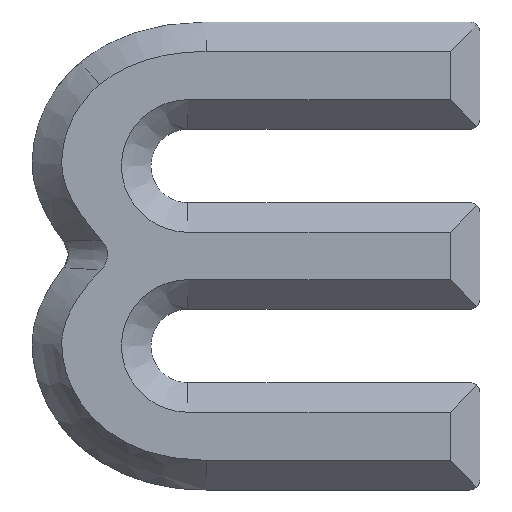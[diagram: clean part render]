
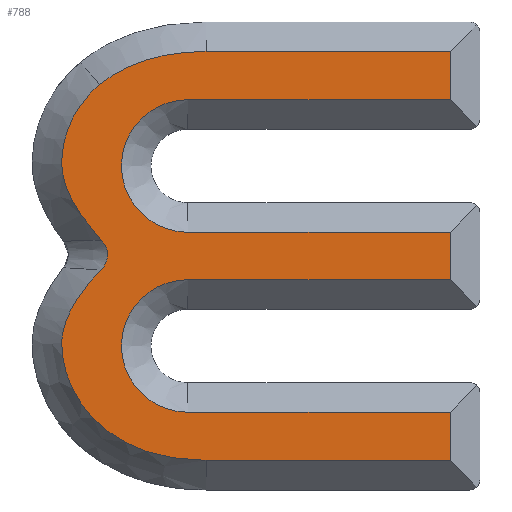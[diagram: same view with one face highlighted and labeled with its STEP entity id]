
A CAD part, top view. The second image highlights one B-rep face of the part: STEP entity #788.
In plain terms, the highlighted planar face has unit normal (0, 0, 1).
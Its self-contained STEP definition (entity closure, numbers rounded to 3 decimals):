
#58=PLANE('',#854);
#97=FACE_OUTER_BOUND('',#137,.T.);
#137=EDGE_LOOP('',(#720,#721,#722,#723,#724,#725,#726,#727,#728,#729,#730,
#731,#732,#733,#734));
#163=B_SPLINE_CURVE_WITH_KNOTS('',3,(#1536,#1537,#1538,#1539,#1540,#1541,
#1542,#1543,#1544,#1545),.UNSPECIFIED.,.F.,.F.,(4,2,2,2,4),(0.,0.047,
0.084,0.12,0.16),.UNSPECIFIED.);
#166=B_SPLINE_CURVE_WITH_KNOTS('',3,(#1605,#1606,#1607,#1608,#1609,#1610,
#1611,#1612,#1613,#1614,#1615,#1616),.UNSPECIFIED.,.F.,.F.,(4,1,3,1,3,4),
(-17.,-16.429,-16.,-15.429,-15.,-14.928),
 .UNSPECIFIED.);
#167=B_SPLINE_CURVE_WITH_KNOTS('',3,(#1641,#1642,#1643,#1644,#1645,#1646),
 .UNSPECIFIED.,.F.,.F.,(4,2,4),(-2.,-1.,0.),.UNSPECIFIED.);
#169=B_SPLINE_CURVE_WITH_KNOTS('',3,(#1677,#1678,#1679,#1680,#1681,#1682),
 .UNSPECIFIED.,.F.,.F.,(4,2,4),(-7.,-6.,-5.),.UNSPECIFIED.);
#171=B_SPLINE_CURVE_WITH_KNOTS('',3,(#1711,#1712,#1713,#1714),
 .UNSPECIFIED.,.F.,.F.,(4,4),(-3.014,-2.469),
 .UNSPECIFIED.);
#172=B_SPLINE_CURVE_WITH_KNOTS('',3,(#1759,#1760,#1761,#1762,#1763,#1764,
#1765,#1766,#1767,#1768,#1769),.UNSPECIFIED.,.F.,.F.,(4,3,1,3,4),(-15.068,
-15.,-14.429,-14.,-13.),.UNSPECIFIED.);
#203=LINE('',#1435,#266);
#206=LINE('',#1442,#269);
#210=LINE('',#1452,#273);
#214=LINE('',#1465,#277);
#219=LINE('',#1476,#282);
#224=LINE('',#1488,#287);
#226=LINE('',#1493,#289);
#228=LINE('',#1497,#291);
#231=LINE('',#1692,#294);
#266=VECTOR('',#946,10.);
#269=VECTOR('',#953,10.);
#273=VECTOR('',#963,10.);
#277=VECTOR('',#975,10.);
#282=VECTOR('',#984,10.);
#287=VECTOR('',#997,10.);
#289=VECTOR('',#1001,10.);
#291=VECTOR('',#1005,10.);
#294=VECTOR('',#1010,10.);
#358=VERTEX_POINT('',#1432);
#359=VERTEX_POINT('',#1434);
#361=VERTEX_POINT('',#1440);
#364=VERTEX_POINT('',#1450);
#368=VERTEX_POINT('',#1462);
#369=VERTEX_POINT('',#1464);
#373=VERTEX_POINT('',#1474);
#376=VERTEX_POINT('',#1486);
#377=VERTEX_POINT('',#1490);
#378=VERTEX_POINT('',#1492);
#379=VERTEX_POINT('',#1496);
#381=VERTEX_POINT('',#1528);
#382=VERTEX_POINT('',#1535);
#384=VERTEX_POINT('',#1690);
#385=VERTEX_POINT('',#1709);
#454=EDGE_CURVE('',#358,#359,#203,.T.);
#458=EDGE_CURVE('',#361,#358,#206,.T.);
#463=EDGE_CURVE('',#364,#361,#210,.T.);
#469=EDGE_CURVE('',#368,#369,#214,.T.);
#475=EDGE_CURVE('',#373,#368,#219,.T.);
#481=EDGE_CURVE('',#376,#373,#224,.T.);
#483=EDGE_CURVE('',#377,#378,#226,.T.);
#485=EDGE_CURVE('',#378,#379,#228,.T.);
#489=EDGE_CURVE('',#381,#382,#163,.T.);
#492=EDGE_CURVE('',#359,#381,#166,.T.);
#493=EDGE_CURVE('',#369,#364,#167,.T.);
#495=EDGE_CURVE('',#379,#376,#169,.T.);
#498=EDGE_CURVE('',#384,#377,#231,.T.);
#500=EDGE_CURVE('',#385,#384,#171,.T.);
#501=EDGE_CURVE('',#382,#385,#172,.T.);
#720=ORIENTED_EDGE('',*,*,#492,.F.);
#721=ORIENTED_EDGE('',*,*,#454,.F.);
#722=ORIENTED_EDGE('',*,*,#458,.F.);
#723=ORIENTED_EDGE('',*,*,#463,.F.);
#724=ORIENTED_EDGE('',*,*,#493,.F.);
#725=ORIENTED_EDGE('',*,*,#469,.F.);
#726=ORIENTED_EDGE('',*,*,#475,.F.);
#727=ORIENTED_EDGE('',*,*,#481,.F.);
#728=ORIENTED_EDGE('',*,*,#495,.F.);
#729=ORIENTED_EDGE('',*,*,#485,.F.);
#730=ORIENTED_EDGE('',*,*,#483,.F.);
#731=ORIENTED_EDGE('',*,*,#498,.F.);
#732=ORIENTED_EDGE('',*,*,#500,.F.);
#733=ORIENTED_EDGE('',*,*,#501,.F.);
#734=ORIENTED_EDGE('',*,*,#489,.F.);
#788=ADVANCED_FACE('',(#97),#58,.T.);
#854=AXIS2_PLACEMENT_3D('',#1786,#1018,#1019);
#946=DIRECTION('',(-1.,0.,0.));
#953=DIRECTION('',(0.,-1.,0.));
#963=DIRECTION('',(1.,0.,0.));
#975=DIRECTION('',(-1.,0.,0.));
#984=DIRECTION('',(0.,-1.,0.));
#997=DIRECTION('',(1.,0.,0.));
#1001=DIRECTION('',(0.,-1.,0.));
#1005=DIRECTION('',(-1.,0.,0.));
#1010=DIRECTION('',(1.,0.,0.));
#1018=DIRECTION('center_axis',(0.,0.,1.));
#1019=DIRECTION('ref_axis',(1.,0.,0.));
#1432=CARTESIAN_POINT('',(54.722,-83.435,3.2));
#1434=CARTESIAN_POINT('',(42.717,-83.435,3.2));
#1435=CARTESIAN_POINT('',(43.944,-83.435,3.2));
#1440=CARTESIAN_POINT('',(54.722,-81.063,3.2));
#1442=CARTESIAN_POINT('',(54.722,-79.135,3.2));
#1450=CARTESIAN_POINT('',(41.82,-81.063,3.2));
#1452=CARTESIAN_POINT('',(50.672,-81.063,3.2));
#1462=CARTESIAN_POINT('',(54.722,-74.554,3.2));
#1464=CARTESIAN_POINT('',(41.82,-74.554,3.2));
#1465=CARTESIAN_POINT('',(43.496,-74.554,3.2));
#1474=CARTESIAN_POINT('',(54.722,-72.217,3.2));
#1476=CARTESIAN_POINT('',(54.722,-74.694,3.2));
#1486=CARTESIAN_POINT('',(41.82,-72.217,3.2));
#1488=CARTESIAN_POINT('',(50.672,-72.217,3.2));
#1490=CARTESIAN_POINT('',(54.722,-63.335,3.2));
#1492=CARTESIAN_POINT('',(54.722,-65.708,3.2));
#1493=CARTESIAN_POINT('',(54.722,-70.272,3.2));
#1496=CARTESIAN_POINT('',(41.82,-65.708,3.2));
#1497=CARTESIAN_POINT('',(43.496,-65.708,3.2));
#1528=CARTESIAN_POINT('',(37.569,-74.05,3.2));
#1535=CARTESIAN_POINT('',(37.583,-72.62,3.2));
#1536=CARTESIAN_POINT('Ctrl Pts',(37.569,-74.05,3.2));
#1537=CARTESIAN_POINT('Ctrl Pts',(37.676,-73.935,3.2));
#1538=CARTESIAN_POINT('Ctrl Pts',(37.765,-73.804,3.2));
#1539=CARTESIAN_POINT('Ctrl Pts',(37.864,-73.542,3.2));
#1540=CARTESIAN_POINT('Ctrl Pts',(37.885,-73.422,3.2));
#1541=CARTESIAN_POINT('Ctrl Pts',(37.877,-73.18,3.2));
#1542=CARTESIAN_POINT('Ctrl Pts',(37.849,-73.065,3.2));
#1543=CARTESIAN_POINT('Ctrl Pts',(37.749,-72.832,3.2));
#1544=CARTESIAN_POINT('Ctrl Pts',(37.672,-72.72,3.2));
#1545=CARTESIAN_POINT('Ctrl Pts',(37.583,-72.62,3.2));
#1605=CARTESIAN_POINT('Ctrl Pts',(42.717,-83.435,3.2));
#1606=CARTESIAN_POINT('Ctrl Pts',(39.914,-83.435,3.2));
#1607=CARTESIAN_POINT('Ctrl Pts',(36.618,-81.638,3.2));
#1608=CARTESIAN_POINT('Ctrl Pts',(35.622,-78.833,3.2));
#1609=CARTESIAN_POINT('Ctrl Pts',(35.622,-77.695,3.2));
#1610=CARTESIAN_POINT('Ctrl Pts',(35.622,-77.096,3.2));
#1611=CARTESIAN_POINT('Ctrl Pts',(35.993,-75.942,3.2));
#1612=CARTESIAN_POINT('Ctrl Pts',(36.902,-74.766,3.2));
#1613=CARTESIAN_POINT('Ctrl Pts',(37.327,-74.31,3.2));
#1614=CARTESIAN_POINT('Ctrl Pts',(37.407,-74.224,3.2));
#1615=CARTESIAN_POINT('Ctrl Pts',(37.488,-74.137,3.2));
#1616=CARTESIAN_POINT('Ctrl Pts',(37.569,-74.05,3.2));
#1641=CARTESIAN_POINT('Ctrl Pts',(41.82,-74.554,3.2));
#1642=CARTESIAN_POINT('Ctrl Pts',(40.037,-74.554,3.2));
#1643=CARTESIAN_POINT('Ctrl Pts',(38.559,-76.009,3.2));
#1644=CARTESIAN_POINT('Ctrl Pts',(38.559,-79.608,3.2));
#1645=CARTESIAN_POINT('Ctrl Pts',(40.037,-81.063,3.2));
#1646=CARTESIAN_POINT('Ctrl Pts',(41.82,-81.063,3.2));
#1677=CARTESIAN_POINT('Ctrl Pts',(41.82,-65.708,3.2));
#1678=CARTESIAN_POINT('Ctrl Pts',(40.037,-65.708,3.2));
#1679=CARTESIAN_POINT('Ctrl Pts',(38.559,-67.164,3.2));
#1680=CARTESIAN_POINT('Ctrl Pts',(38.559,-70.762,3.2));
#1681=CARTESIAN_POINT('Ctrl Pts',(40.037,-72.217,3.2));
#1682=CARTESIAN_POINT('Ctrl Pts',(41.82,-72.217,3.2));
#1690=CARTESIAN_POINT('',(42.717,-63.335,3.2));
#1692=CARTESIAN_POINT('',(50.672,-63.335,3.2));
#1709=CARTESIAN_POINT('',(37.491,-64.968,3.2));
#1711=CARTESIAN_POINT('Ctrl Pts',(37.491,-64.968,3.2));
#1712=CARTESIAN_POINT('Ctrl Pts',(38.718,-63.945,3.2));
#1713=CARTESIAN_POINT('Ctrl Pts',(40.515,-63.335,3.2));
#1714=CARTESIAN_POINT('Ctrl Pts',(42.717,-63.335,3.2));
#1759=CARTESIAN_POINT('Ctrl Pts',(37.583,-72.62,3.2));
#1760=CARTESIAN_POINT('Ctrl Pts',(37.504,-72.532,3.2));
#1761=CARTESIAN_POINT('Ctrl Pts',(37.425,-72.444,3.2));
#1762=CARTESIAN_POINT('Ctrl Pts',(37.346,-72.356,3.2));
#1763=CARTESIAN_POINT('Ctrl Pts',(36.765,-71.706,3.2));
#1764=CARTESIAN_POINT('Ctrl Pts',(35.886,-70.415,3.2));
#1765=CARTESIAN_POINT('Ctrl Pts',(35.622,-69.266,3.2));
#1766=CARTESIAN_POINT('Ctrl Pts',(35.622,-68.845,3.2));
#1767=CARTESIAN_POINT('Ctrl Pts',(35.622,-67.382,3.2));
#1768=CARTESIAN_POINT('Ctrl Pts',(36.287,-65.971,3.2));
#1769=CARTESIAN_POINT('Ctrl Pts',(37.491,-64.968,3.2));
#1786=CARTESIAN_POINT('Origin',(45.172,-73.385,3.2));
